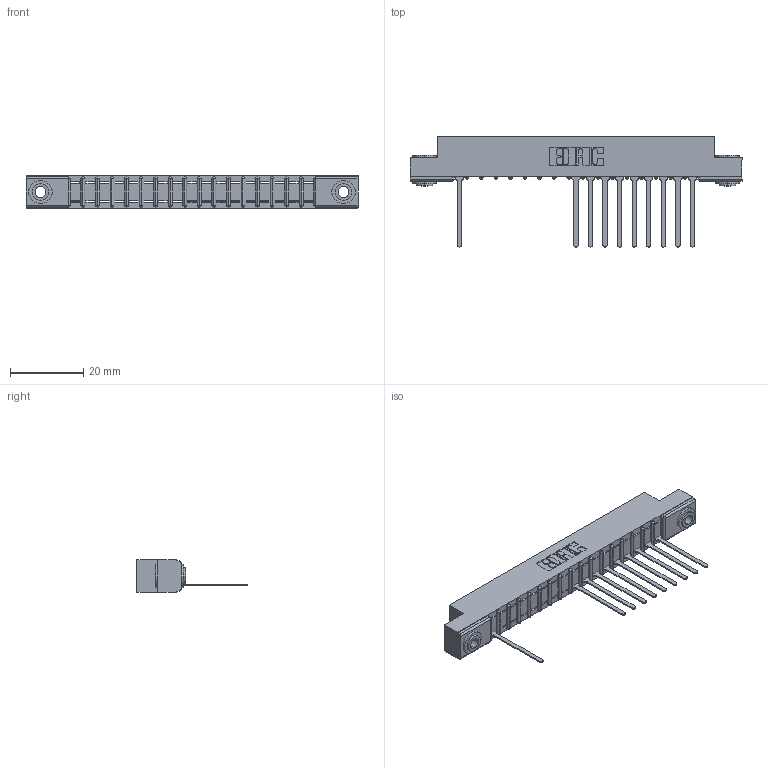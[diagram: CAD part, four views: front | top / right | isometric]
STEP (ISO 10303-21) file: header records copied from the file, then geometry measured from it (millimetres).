
FILE_DESCRIPTION (( 'STEP AP203' ), '1' );
FILE_NAME ('307-017-545-103.STEP', '2018-08-03T21:50:51', ( '' ), ( '' ), 'SwSTEP 2.0', 'SolidWorks 2016', '' );
FILE_SCHEMA (( 'CONFIG_CONTROL_DESIGN' ));
Length unit declared in the file: inch
Products named in the file (4): 307-017-545-103; 307 Part_.156 Dia Mounting Holes; 307-290-001_545; 345-250-002_345-250-002-102
Assembly tree (13 placements, depth 2):
  307-017-545-103
    307 Part_.156 Dia Mounting Holes
    307-290-001_545  x10
    345-250-002_345-250-002-102  x2
Bounding box: 90.37 x 30 x 8.71 mm (x, y, z)
Volume: 5658.8 mm3; surface area: 8467.9 mm2
Topology: 13 solids, 13 shells, 888 faces, 2503 edges, 1602 vertices
Faces by surface type: plane 548, cylinder 296, sphere 36, cone 8
Entity records: 18465 total; most frequent: CARTESIAN_POINT 3110, ORIENTED_EDGE 3094, DIRECTION 3047, EDGE_CURVE 1547, LINE 1169, VECTOR 1169, VERTEX_POINT 1002, AXIS2_PLACEMENT_3D 939
